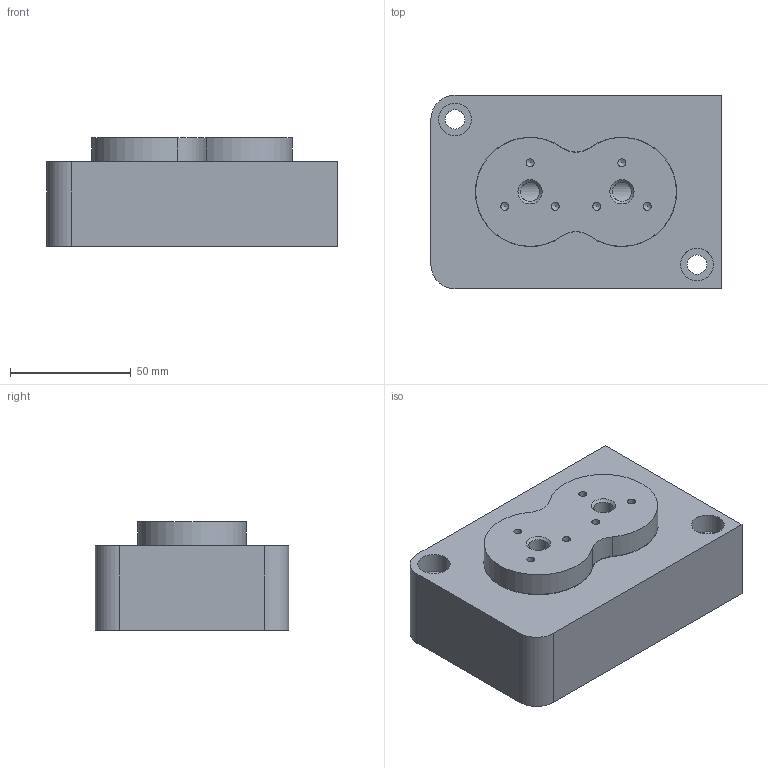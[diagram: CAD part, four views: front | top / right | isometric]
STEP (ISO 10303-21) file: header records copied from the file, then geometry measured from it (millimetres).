
FILE_DESCRIPTION(/* description */ (''),/* implementation_level */ '2;1');
FILE_NAME(/* name */ 'Liquid mixer_v2.step',/* time_stamp */ '2018-03-09T14:47:10+01:00',/* author */ ('alkaiosaccounts'),/* organization */ (''),/* preprocessor_version */ 'ST-DEVELOPER v16.13',/* originating_system */ 'Autodesk Translation Framework v6.5.0.72',/* authorisation */ '');
FILE_SCHEMA (('AUTOMOTIVE_DESIGN { 1 0 10303 214 3 1 1 }'));
Length unit declared in the file: millimetre
Products named in the file (1): Liquid mixer_v2
Bounding box: 120 x 80 x 45 mm (x, y, z)
Volume: 325067.9 mm3; surface area: 43526 mm2
Topology: 1 solids, 1 shells, 49 faces, 123 edges, 80 vertices
Faces by surface type: cylinder 22, plane 14, cone 9, torus 4
Full cylindrical faces by diameter (mm): 3.332 x6, 8 x4, 12 x1, 13.5 x2, 18.901 x1
Entity records: 1560 total; most frequent: CARTESIAN_POINT 314, DIRECTION 269, ORIENTED_EDGE 232, EDGE_CURVE 116, AXIS2_PLACEMENT_3D 107, VERTEX_POINT 80, EDGE_LOOP 68, CIRCLE 57
